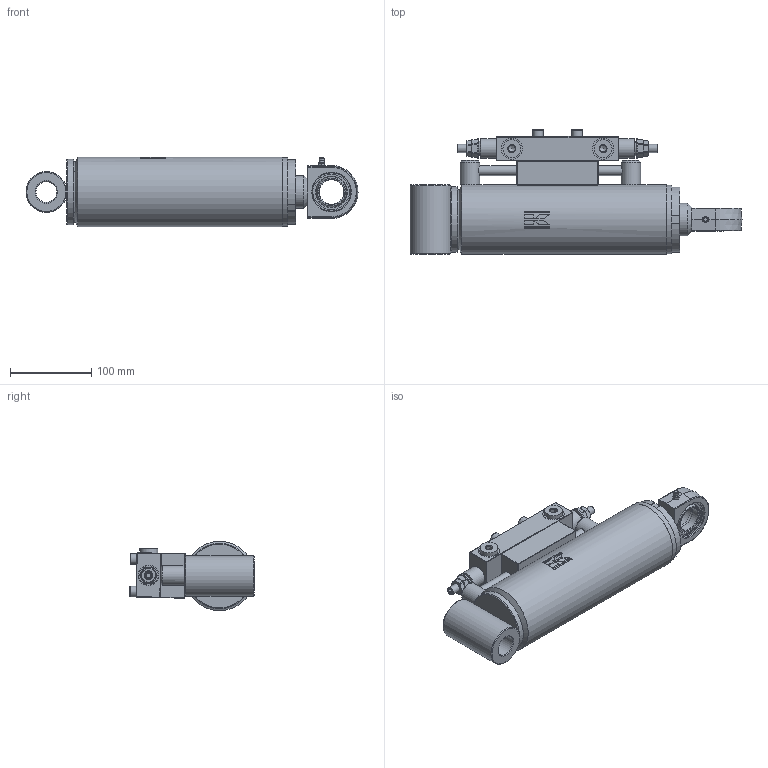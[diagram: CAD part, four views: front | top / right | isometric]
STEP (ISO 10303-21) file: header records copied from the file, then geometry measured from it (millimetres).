
FILE_DESCRIPTION (( 'STEP AP214' ), '1' );
FILE_NAME ('CFGCY0079490-Cylinder.step', '2026-03-10T07:01:43', ( 'Kramp IT' ), ( 'Kramp' ), 'SwSTEP 2.0', 'SolidWorks 2025', '' );
FILE_SCHEMA (( 'AUTOMOTIVE_DESIGN' ));
Length unit declared in the file: millimetre
Products named in the file (27): FPO50D382F35_BASE; VSR06WD; DS2907013040VM_Simplified; 1003511090; MATE-AID; Tube-WA_Simplified; HL1215-RD; Rod_Simplified; FPO50D382F35; DS2907004S_Simplified; GF30DO; 91666; Rod-WA_Simplified; CFGCY0079490-Cylinder; LSN12MM90; BUSHVM-EC; 912840109; Tube_Simplified; DC3907001; GF30DO-RD; DS2907013040_Simplified; HL1215-EC; DS2907004SVM_Simplified; VALVE-ASSEMBLY-BALANCE; BUSH-EC; Tube-MA_Simplified
Assembly tree (30 placements, depth 5):
  MATE-AID
  CFGCY0079490-Cylinder
    Tube-WA_Simplified
      Tube-MA_Simplified
        Tube_Simplified
        LSN12MM90
      LSN12MM90
      DC3907001
        DC3907001
      BUSHVM-EC
        BUSH-EC
      VALVE-ASSEMBLY-BALANCE
        HL1215-EC
        HL1215-RD
        FPO50D382F35_BASE
          1003511090
          FPO50D382F35
          912840109  x4
          VSR06WD  x2
    Rod-WA_Simplified
      Rod_Simplified
      GF30DO-RD
        GF30DO
    DS2907013040VM_Simplified
      DS2907013040_Simplified
    DS2907004SVM_Simplified
      DS2907004S_Simplified
    91666
Bounding box: 407.5 x 152.72 x 85 mm (x, y, z)
Volume: 1555831.8 mm3; surface area: 370047.2 mm2
Topology: 24 solids, 37 shells, 634 faces, 1429 edges, 901 vertices
Faces by surface type: plane 325, cylinder 149, cone 110, bspline 30, torus 20
Full cylindrical faces by diameter (mm): 2.5 x4, 3 x1, 4.917 x3, 5.072 x1, 6 x2, 6.5 x2, 6.8 x4, 7 x1, 8 x4, 8.3 x2, 8.5 x4, 9 x10, 10 x4, 12 x6, 13 x4, 14.65 x2, 15 x2, 15.25 x2, 16 x2, 16.662 x2, 19 x2, 22 x2, 23.8 x4, 24 x2, 25 x2, 25.5 x1, 26 x2, 28 x1, 30 x2, 34 x1
Entity records: 24108 total; most frequent: CARTESIAN_POINT 8940, DIRECTION 2195, ORIENTED_EDGE 1834, EDGE_CURVE 943, AXIS2_PLACEMENT_3D 908, EDGE_LOOP 798, VERTEX_POINT 689, FACE_OUTER_BOUND 644
